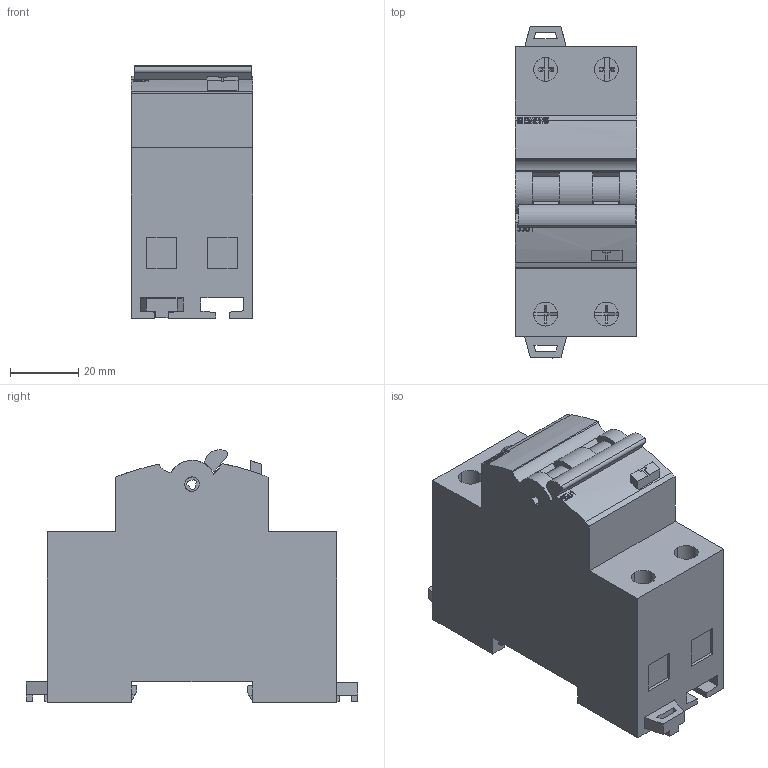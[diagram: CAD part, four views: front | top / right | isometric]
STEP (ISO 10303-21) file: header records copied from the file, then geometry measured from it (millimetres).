
FILE_DESCRIPTION(('STEP AP214'),'1');
FILE_NAME('cctmp_558B0C81-98DB-41F2-A335-A7346EAC0CA2_2023_07_24_21_06_54_0945..stp','2023-07-24T19:06:55',('SIEMENS A&D'),('CADClick - www.CADClick.com'),'Spatial InterOp 3D postprocessed',' ','unknown authorization');
FILE_SCHEMA(('AUTOMOTIVE_DESIGN'));
Length unit declared in the file: millimetre
Products named in the file (1): 2023_07_24_21_06_54_0914
Bounding box: 35.6 x 97.4 x 74.11 mm (x, y, z)
Volume: 167296 mm3; surface area: 30078.9 mm2
Topology: 1 solids, 6 shells, 512 faces, 1475 edges, 993 vertices
Faces by surface type: plane 365, cylinder 109, bspline 33, cone 4, extrusion 1
Entity records: 20612 total; most frequent: CARTESIAN_POINT 5723, ORIENTED_EDGE 2950, DIRECTION 2510, EDGE_CURVE 1475, VECTOR 1006, LINE 1005, VERTEX_POINT 993, AXIS2_PLACEMENT_3D 752
